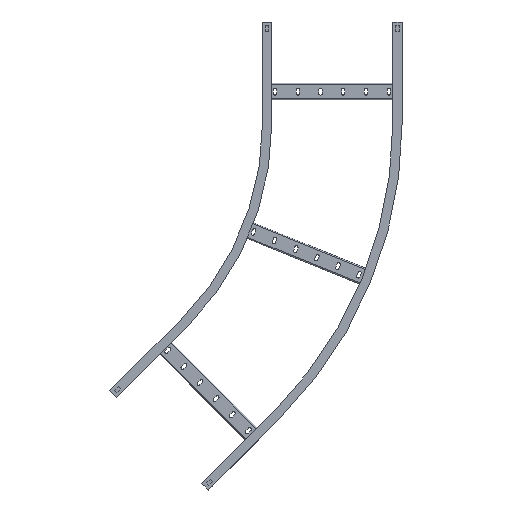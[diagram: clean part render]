
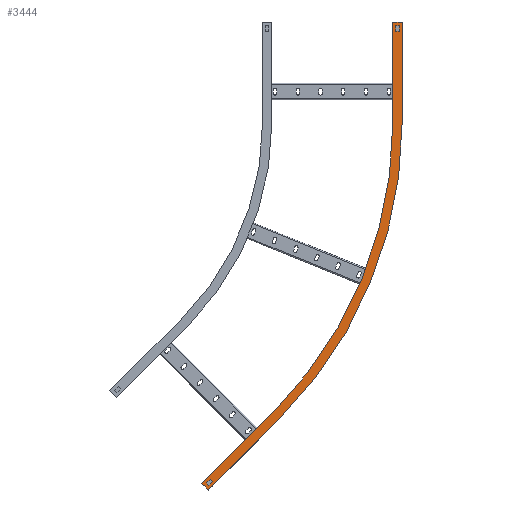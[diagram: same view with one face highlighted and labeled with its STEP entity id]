
A CAD part, front view. The second image highlights one B-rep face of the part: STEP entity #3444.
In plain terms, the highlighted planar face has unit normal (0, -1, 0).
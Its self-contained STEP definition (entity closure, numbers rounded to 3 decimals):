
#78 = ORIENTED_EDGE ( 'NONE', *, *, #6912, .T. ) ;
#139 = AXIS2_PLACEMENT_3D ( 'NONE', #3227, #2691, #2064 ) ;
#187 = CARTESIAN_POINT ( 'NONE',  ( 888.7, 0., 209. ) ) ;
#212 = LINE ( 'NONE', #1123, #5723 ) ;
#277 = CARTESIAN_POINT ( 'NONE',  ( 623.81, 0., -623.81 ) ) ;
#357 = VERTEX_POINT ( 'NONE', #3122 ) ;
#360 = DIRECTION ( 'NONE',  ( 0., 0., 1. ) ) ;
#541 = CIRCLE ( 'NONE', #139, 882.2 ) ;
#570 = VECTOR ( 'NONE', #6099, 1000. ) ;
#615 = DIRECTION ( 'NONE',  ( -0.707, 0., 0.707 ) ) ;
#635 = CARTESIAN_POINT ( 'NONE',  ( 480.62, 0., -776.191 ) ) ;
#832 = ORIENTED_EDGE ( 'NONE', *, *, #7301, .F. ) ;
#854 = CARTESIAN_POINT ( 'NONE',  ( 882.2, 0., 217. ) ) ;
#956 = ORIENTED_EDGE ( 'NONE', *, *, #7350, .T. ) ;
#977 = VERTEX_POINT ( 'NONE', #3277 ) ;
#1014 = CARTESIAN_POINT ( 'NONE',  ( 895.7, 0., 197. ) ) ;
#1030 = VECTOR ( 'NONE', #5513, 1000. ) ;
#1075 = VECTOR ( 'NONE', #4423, 1000. ) ;
#1114 = CARTESIAN_POINT ( 'NONE',  ( 489.106, 0., -767.706 ) ) ;
#1123 = CARTESIAN_POINT ( 'NONE',  ( 476.024, 0., -771.595 ) ) ;
#1173 = LINE ( 'NONE', #1353, #6677 ) ;
#1210 = LINE ( 'NONE', #1633, #2936 ) ;
#1256 = VERTEX_POINT ( 'NONE', #5307 ) ;
#1275 = EDGE_CURVE ( 'NONE', #5964, #357, #4839, .T. ) ;
#1327 = ORIENTED_EDGE ( 'NONE', *, *, #3737, .T. ) ;
#1337 = CARTESIAN_POINT ( 'NONE',  ( 637.952, 0., -637.952 ) ) ;
#1350 = ORIENTED_EDGE ( 'NONE', *, *, #1551, .T. ) ;
#1353 = CARTESIAN_POINT ( 'NONE',  ( 623.81, 0., -623.81 ) ) ;
#1368 = EDGE_CURVE ( 'NONE', #1256, #6142, #2573, .T. ) ;
#1437 = DIRECTION ( 'NONE',  ( -1., 0., 0. ) ) ;
#1551 = EDGE_CURVE ( 'NONE', #2093, #5680, #3819, .T. ) ;
#1561 = VECTOR ( 'NONE', #6990, 1000. ) ;
#1603 = VECTOR ( 'NONE', #1437, 1000. ) ;
#1633 = CARTESIAN_POINT ( 'NONE',  ( 882.2, 0., 217. ) ) ;
#1653 = LINE ( 'NONE', #2040, #1030 ) ;
#1792 = VERTEX_POINT ( 'NONE', #4732 ) ;
#2027 = CARTESIAN_POINT ( 'NONE',  ( 482.954, 0., -789.838 ) ) ;
#2040 = CARTESIAN_POINT ( 'NONE',  ( 484.51, 0., -763.11 ) ) ;
#2064 = DIRECTION ( 'NONE',  ( 1., 0., 0. ) ) ;
#2093 = VERTEX_POINT ( 'NONE', #2027 ) ;
#2098 = EDGE_CURVE ( 'NONE', #5950, #6024, #5703, .T. ) ;
#2132 = FACE_OUTER_BOUND ( 'NONE', #4595, .T. ) ;
#2208 = LINE ( 'NONE', #2966, #1561 ) ;
#2392 = VERTEX_POINT ( 'NONE', #5838 ) ;
#2573 = LINE ( 'NONE', #2587, #6535 ) ;
#2587 = CARTESIAN_POINT ( 'NONE',  ( 633.356, 0., -633.356 ) ) ;
#2599 = VERTEX_POINT ( 'NONE', #1014 ) ;
#2684 = EDGE_CURVE ( 'NONE', #5310, #2599, #5483, .T. ) ;
#2691 = DIRECTION ( 'NONE',  ( 0., 1., 0. ) ) ;
#2709 = CARTESIAN_POINT ( 'NONE',  ( 470.367, 0., -777.252 ) ) ;
#2827 = EDGE_CURVE ( 'NONE', #1792, #3386, #2854, .T. ) ;
#2854 = LINE ( 'NONE', #3427, #6177 ) ;
#2936 = VECTOR ( 'NONE', #5677, 1000. ) ;
#2966 = CARTESIAN_POINT ( 'NONE',  ( 623.81, 0., 217. ) ) ;
#3045 = VERTEX_POINT ( 'NONE', #5459 ) ;
#3122 = CARTESIAN_POINT ( 'NONE',  ( 902.2, 0., 0. ) ) ;
#3183 = DIRECTION ( 'NONE',  ( -0.707, 0., -0.707 ) ) ;
#3227 = CARTESIAN_POINT ( 'NONE',  ( 0., 0., 0. ) ) ;
#3277 = CARTESIAN_POINT ( 'NONE',  ( 882.2, 0., 0. ) ) ;
#3316 = CARTESIAN_POINT ( 'NONE',  ( 637.952, 0., -637.952 ) ) ;
#3356 = CARTESIAN_POINT ( 'NONE',  ( 628.406, 0., -628.406 ) ) ;
#3386 = VERTEX_POINT ( 'NONE', #187 ) ;
#3427 = CARTESIAN_POINT ( 'NONE',  ( 888.7, 0., 217. ) ) ;
#3444 = ADVANCED_FACE ( 'NONE', ( #6636, #2132, #6368 ), #4434, .F. ) ;
#3642 = CARTESIAN_POINT ( 'NONE',  ( 0., 0., 0. ) ) ;
#3667 = CARTESIAN_POINT ( 'NONE',  ( 882.2, 0., 197. ) ) ;
#3680 = CARTESIAN_POINT ( 'NONE',  ( 485.57, 0., -781.141 ) ) ;
#3733 = VECTOR ( 'NONE', #5635, 1000. ) ;
#3737 = EDGE_CURVE ( 'NONE', #6142, #5950, #212, .T. ) ;
#3751 = DIRECTION ( 'NONE',  ( 0., 1., 0. ) ) ;
#3767 = CARTESIAN_POINT ( 'NONE',  ( 484.51, 0., -791.394 ) ) ;
#3819 = LINE ( 'NONE', #6706, #570 ) ;
#3845 = VECTOR ( 'NONE', #6813, 1000. ) ;
#3917 = CARTESIAN_POINT ( 'NONE',  ( 895.7, 0., 217. ) ) ;
#3936 = DIRECTION ( 'NONE',  ( 0.707, 0., -0.707 ) ) ;
#3967 = ORIENTED_EDGE ( 'NONE', *, *, #2098, .T. ) ;
#3977 = EDGE_CURVE ( 'NONE', #6024, #1256, #1653, .T. ) ;
#3997 = ORIENTED_EDGE ( 'NONE', *, *, #2684, .T. ) ;
#4006 = CARTESIAN_POINT ( 'NONE',  ( 895.7, 0., 209. ) ) ;
#4089 = LINE ( 'NONE', #7468, #5165 ) ;
#4170 = EDGE_CURVE ( 'NONE', #2392, #3045, #1210, .T. ) ;
#4355 = EDGE_CURVE ( 'NONE', #3045, #5964, #2208, .T. ) ;
#4423 = DIRECTION ( 'NONE',  ( 0.707, 0., 0.707 ) ) ;
#4434 = PLANE ( 'NONE',  #6618 ) ;
#4452 = ORIENTED_EDGE ( 'NONE', *, *, #4355, .F. ) ;
#4595 = EDGE_LOOP ( 'NONE', ( #7315, #7115, #5127, #78, #1350, #6049, #832, #7366, #4452, #6500 ) ) ;
#4604 = LINE ( 'NONE', #2709, #5856 ) ;
#4732 = CARTESIAN_POINT ( 'NONE',  ( 888.7, 0., 197. ) ) ;
#4836 = DIRECTION ( 'NONE',  ( 0., 1., 0. ) ) ;
#4839 = LINE ( 'NONE', #6994, #5546 ) ;
#4850 = EDGE_CURVE ( 'NONE', #3386, #5310, #4089, .T. ) ;
#5127 = ORIENTED_EDGE ( 'NONE', *, *, #6190, .T. ) ;
#5154 = DIRECTION ( 'NONE',  ( 0., 0., 1. ) ) ;
#5165 = VECTOR ( 'NONE', #5668, 1000. ) ;
#5177 = ORIENTED_EDGE ( 'NONE', *, *, #3977, .T. ) ;
#5221 = CARTESIAN_POINT ( 'NONE',  ( 902.2, 0., 217. ) ) ;
#5307 = CARTESIAN_POINT ( 'NONE',  ( 494.056, 0., -772.656 ) ) ;
#5310 = VERTEX_POINT ( 'NONE', #4006 ) ;
#5378 = DIRECTION ( 'NONE',  ( 0., 0., -1. ) ) ;
#5453 = DIRECTION ( 'NONE',  ( 0., 0., 1. ) ) ;
#5459 = CARTESIAN_POINT ( 'NONE',  ( 900., 0., 217. ) ) ;
#5483 = LINE ( 'NONE', #3917, #3845 ) ;
#5499 = CARTESIAN_POINT ( 'NONE',  ( 882.2, 0., 217. ) ) ;
#5513 = DIRECTION ( 'NONE',  ( 0.707, 0., -0.707 ) ) ;
#5546 = VECTOR ( 'NONE', #5378, 1000. ) ;
#5578 = CARTESIAN_POINT ( 'NONE',  ( 470.367, 0., -777.252 ) ) ;
#5635 = DIRECTION ( 'NONE',  ( 0.707, 0., 0.707 ) ) ;
#5668 = DIRECTION ( 'NONE',  ( 1., 0., 0. ) ) ;
#5677 = DIRECTION ( 'NONE',  ( 1., 0., 0. ) ) ;
#5680 = VERTEX_POINT ( 'NONE', #3767 ) ;
#5681 = VERTEX_POINT ( 'NONE', #277 ) ;
#5703 = LINE ( 'NONE', #3356, #3733 ) ;
#5723 = VECTOR ( 'NONE', #615, 1000. ) ;
#5756 = EDGE_CURVE ( 'NONE', #977, #5681, #541, .T. ) ;
#5785 = VERTEX_POINT ( 'NONE', #5578 ) ;
#5838 = CARTESIAN_POINT ( 'NONE',  ( 882.2, 0., 217. ) ) ;
#5850 = LINE ( 'NONE', #854, #6660 ) ;
#5856 = VECTOR ( 'NONE', #3936, 1000. ) ;
#5950 = VERTEX_POINT ( 'NONE', #635 ) ;
#5964 = VERTEX_POINT ( 'NONE', #5221 ) ;
#5976 = DIRECTION ( 'NONE',  ( 0., 0., -1. ) ) ;
#5984 = EDGE_LOOP ( 'NONE', ( #956, #7035, #6978, #3997 ) ) ;
#6024 = VERTEX_POINT ( 'NONE', #1114 ) ;
#6049 = ORIENTED_EDGE ( 'NONE', *, *, #6972, .T. ) ;
#6099 = DIRECTION ( 'NONE',  ( 0.707, 0., -0.707 ) ) ;
#6135 = EDGE_LOOP ( 'NONE', ( #6385, #1327, #3967, #5177 ) ) ;
#6142 = VERTEX_POINT ( 'NONE', #3680 ) ;
#6177 = VECTOR ( 'NONE', #5154, 1000. ) ;
#6190 = EDGE_CURVE ( 'NONE', #5681, #5785, #1173, .T. ) ;
#6368 = FACE_BOUND ( 'NONE', #6135, .T. ) ;
#6385 = ORIENTED_EDGE ( 'NONE', *, *, #1368, .T. ) ;
#6493 = LINE ( 'NONE', #3316, #1075 ) ;
#6500 = ORIENTED_EDGE ( 'NONE', *, *, #4170, .F. ) ;
#6535 = VECTOR ( 'NONE', #7168, 1000. ) ;
#6618 = AXIS2_PLACEMENT_3D ( 'NONE', #5499, #3751, #360 ) ;
#6636 = FACE_BOUND ( 'NONE', #5984, .T. ) ;
#6660 = VECTOR ( 'NONE', #5976, 1000. ) ;
#6677 = VECTOR ( 'NONE', #3183, 1000. ) ;
#6706 = CARTESIAN_POINT ( 'NONE',  ( 482.954, 0., -789.838 ) ) ;
#6813 = DIRECTION ( 'NONE',  ( 0., 0., -1. ) ) ;
#6837 = CIRCLE ( 'NONE', #6878, 902.2 ) ;
#6878 = AXIS2_PLACEMENT_3D ( 'NONE', #3642, #4836, #5453 ) ;
#6912 = EDGE_CURVE ( 'NONE', #5785, #2093, #4604, .T. ) ;
#6972 = EDGE_CURVE ( 'NONE', #5680, #7394, #6493, .T. ) ;
#6978 = ORIENTED_EDGE ( 'NONE', *, *, #4850, .T. ) ;
#6990 = DIRECTION ( 'NONE',  ( 1., 0., 0. ) ) ;
#6994 = CARTESIAN_POINT ( 'NONE',  ( 902.2, 0., -623.81 ) ) ;
#7035 = ORIENTED_EDGE ( 'NONE', *, *, #2827, .T. ) ;
#7115 = ORIENTED_EDGE ( 'NONE', *, *, #5756, .T. ) ;
#7168 = DIRECTION ( 'NONE',  ( -0.707, 0., -0.707 ) ) ;
#7254 = EDGE_CURVE ( 'NONE', #2392, #977, #5850, .T. ) ;
#7301 = EDGE_CURVE ( 'NONE', #357, #7394, #6837, .T. ) ;
#7315 = ORIENTED_EDGE ( 'NONE', *, *, #7254, .T. ) ;
#7350 = EDGE_CURVE ( 'NONE', #2599, #1792, #7371, .T. ) ;
#7366 = ORIENTED_EDGE ( 'NONE', *, *, #1275, .F. ) ;
#7371 = LINE ( 'NONE', #3667, #1603 ) ;
#7394 = VERTEX_POINT ( 'NONE', #1337 ) ;
#7468 = CARTESIAN_POINT ( 'NONE',  ( 882.2, 0., 209. ) ) ;
